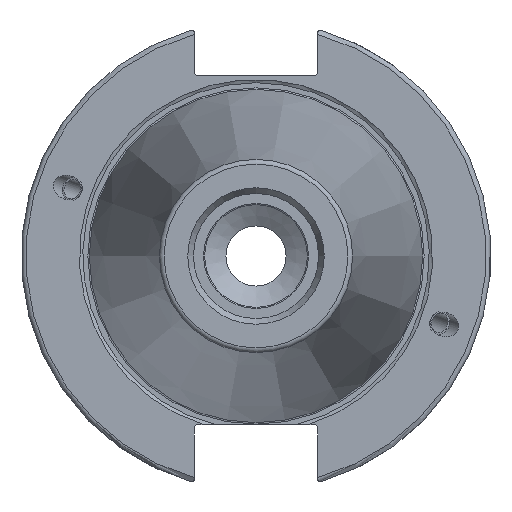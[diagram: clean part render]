
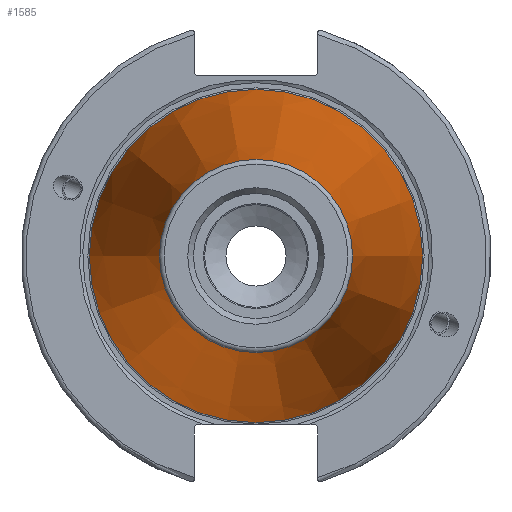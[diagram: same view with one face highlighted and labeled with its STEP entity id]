
A CAD part, left-side view. The second image highlights one B-rep face of the part: STEP entity #1585.
In plain terms, the highlighted conical face has half-angle 8.297 degrees and reference radius 27.517 mm.
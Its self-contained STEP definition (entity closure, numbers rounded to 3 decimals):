
#70=CONICAL_SURFACE('',#1775,27.517,0.145);
#177=LINE('',#3023,#269);
#269=VECTOR('',#2172,27.517);
#400=FACE_OUTER_BOUND('',#512,.T.);
#512=EDGE_LOOP('',(#1333,#1334,#1335,#1336,#1337));
#601=CIRCLE('',#1769,20.233);
#602=CIRCLE('',#1770,20.233);
#606=CIRCLE('',#1776,34.925);
#759=VERTEX_POINT('',#3010);
#760=VERTEX_POINT('',#3011);
#763=VERTEX_POINT('',#3021);
#964=EDGE_CURVE('',#759,#760,#601,.T.);
#965=EDGE_CURVE('',#760,#759,#602,.T.);
#969=EDGE_CURVE('',#763,#763,#606,.T.);
#970=EDGE_CURVE('',#763,#760,#177,.T.);
#1333=ORIENTED_EDGE('',*,*,#969,.F.);
#1334=ORIENTED_EDGE('',*,*,#970,.T.);
#1335=ORIENTED_EDGE('',*,*,#964,.F.);
#1336=ORIENTED_EDGE('',*,*,#965,.F.);
#1337=ORIENTED_EDGE('',*,*,#970,.F.);
#1585=ADVANCED_FACE('',(#400),#70,.T.);
#1769=AXIS2_PLACEMENT_3D('',#3012,#2156,#2157);
#1770=AXIS2_PLACEMENT_3D('',#3013,#2158,#2159);
#1775=AXIS2_PLACEMENT_3D('',#3020,#2168,#2169);
#1776=AXIS2_PLACEMENT_3D('',#3022,#2170,#2171);
#2156=DIRECTION('center_axis',(-1.,0.,0.));
#2157=DIRECTION('ref_axis',(0.,-1.,0.));
#2158=DIRECTION('center_axis',(-1.,0.,0.));
#2159=DIRECTION('ref_axis',(0.,-1.,0.));
#2168=DIRECTION('center_axis',(1.,0.,0.));
#2169=DIRECTION('ref_axis',(0.,1.,0.));
#2170=DIRECTION('center_axis',(1.,0.,0.));
#2171=DIRECTION('ref_axis',(0.,0.,-1.));
#2172=DIRECTION('',(-0.99,0.144,0.));
#3010=CARTESIAN_POINT('',(-100.744,0.,20.233));
#3011=CARTESIAN_POINT('',(-100.744,-20.233,0.));
#3012=CARTESIAN_POINT('Origin',(-100.744,0.,0.));
#3013=CARTESIAN_POINT('Origin',(-100.744,0.,0.));
#3020=CARTESIAN_POINT('Origin',(-50.8,0.,0.));
#3021=CARTESIAN_POINT('',(0.,-34.925,0.));
#3022=CARTESIAN_POINT('Origin',(0.,0.,0.));
#3023=CARTESIAN_POINT('',(-50.8,-27.517,0.));
